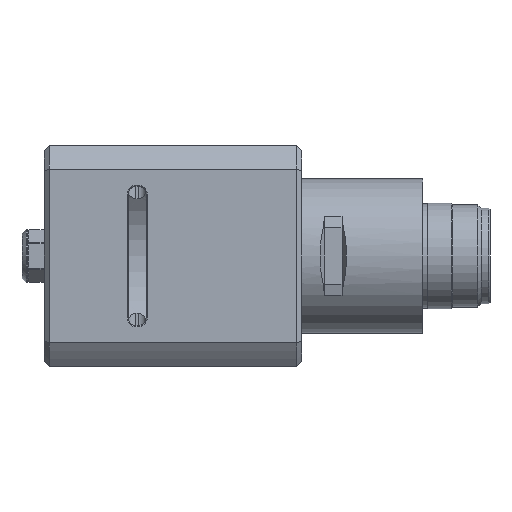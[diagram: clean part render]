
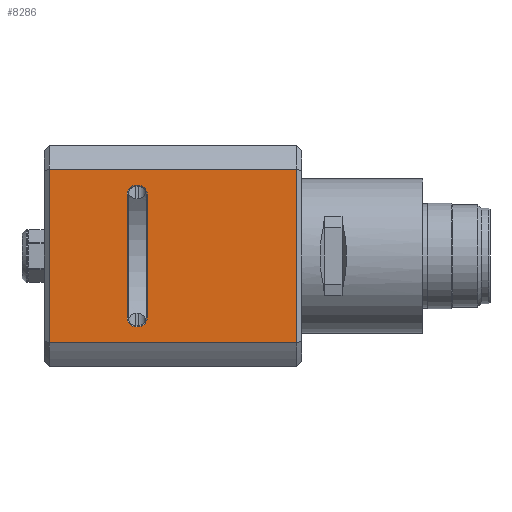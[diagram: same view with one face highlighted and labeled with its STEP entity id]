
A CAD part, front view. The second image highlights one B-rep face of the part: STEP entity #8286.
In plain terms, the highlighted planar face has unit normal (0, -1, 0).
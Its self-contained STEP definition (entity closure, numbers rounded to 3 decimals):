
#158 = LINE ( 'NONE', #407, #3752 ) ;
#287 = AXIS2_PLACEMENT_3D ( 'NONE', #10442, #16264, #7214 ) ;
#407 = CARTESIAN_POINT ( 'NONE',  ( 16.1, -27.5, 21.5 ) ) ;
#419 = CIRCLE ( 'NONE', #1758, 1.7 ) ;
#574 = CARTESIAN_POINT ( 'NONE',  ( 1., -27.5, 21.5 ) ) ;
#588 = VECTOR ( 'NONE', #16079, 1000. ) ;
#679 = DIRECTION ( 'NONE',  ( 0., 0., -1. ) ) ;
#1081 = VECTOR ( 'NONE', #11153, 1000. ) ;
#1425 = CARTESIAN_POINT ( 'NONE',  ( 0., -27.5, 13.7 ) ) ;
#1487 = CARTESIAN_POINT ( 'NONE',  ( 17.8, -27.5, -13.7 ) ) ;
#1758 = AXIS2_PLACEMENT_3D ( 'NONE', #4753, #6233, #15685 ) ;
#1905 = CARTESIAN_POINT ( 'NONE',  ( 17.8, -27.5, 13.7 ) ) ;
#1906 = CIRCLE ( 'NONE', #6746, 1.7 ) ;
#1960 = CARTESIAN_POINT ( 'NONE',  ( 16.1, -27.5, 12. ) ) ;
#2068 = AXIS2_PLACEMENT_3D ( 'NONE', #19660, #18056, #13736 ) ;
#2157 = VERTEX_POINT ( 'NONE', #16674 ) ;
#2662 = LINE ( 'NONE', #7569, #3356 ) ;
#2674 = EDGE_CURVE ( 'NONE', #15878, #12323, #2662, .T. ) ;
#2914 = EDGE_CURVE ( 'NONE', #18719, #17206, #16326, .T. ) ;
#3338 = EDGE_LOOP ( 'NONE', ( #10420, #18974, #17947, #15329, #7568, #14688, #15484, #6267 ) ) ;
#3356 = VECTOR ( 'NONE', #18267, 1000. ) ;
#3752 = VECTOR ( 'NONE', #14654, 1000. ) ;
#4373 = CARTESIAN_POINT ( 'NONE',  ( 20., -27.5, 12. ) ) ;
#4429 = DIRECTION ( 'NONE',  ( 1., 0., 0. ) ) ;
#4649 = ORIENTED_EDGE ( 'NONE', *, *, #16186, .T. ) ;
#4753 = CARTESIAN_POINT ( 'NONE',  ( 17.8, -27.5, -12. ) ) ;
#4823 = CARTESIAN_POINT ( 'NONE',  ( 18.3, -27.5, 13.7 ) ) ;
#5204 = VERTEX_POINT ( 'NONE', #11440 ) ;
#5362 = EDGE_CURVE ( 'NONE', #16015, #7838, #7614, .T. ) ;
#5396 = LINE ( 'NONE', #8200, #1081 ) ;
#5502 = VECTOR ( 'NONE', #19548, 1000. ) ;
#5662 = EDGE_CURVE ( 'NONE', #2157, #16015, #158, .T. ) ;
#6233 = DIRECTION ( 'NONE',  ( 0., 1., 0. ) ) ;
#6267 = ORIENTED_EDGE ( 'NONE', *, *, #5662, .T. ) ;
#6429 = EDGE_CURVE ( 'NONE', #15384, #9884, #5396, .T. ) ;
#6746 = AXIS2_PLACEMENT_3D ( 'NONE', #11551, #6989, #679 ) ;
#6989 = DIRECTION ( 'NONE',  ( 0., 1., 0. ) ) ;
#7214 = DIRECTION ( 'NONE',  ( 0., 0., -1. ) ) ;
#7495 = CARTESIAN_POINT ( 'NONE',  ( 1., -27.5, 16.847 ) ) ;
#7532 = CARTESIAN_POINT ( 'NONE',  ( 0., -27.5, 21.5 ) ) ;
#7568 = ORIENTED_EDGE ( 'NONE', *, *, #19032, .T. ) ;
#7569 = CARTESIAN_POINT ( 'NONE',  ( 20., -27.5, 21.5 ) ) ;
#7614 = CIRCLE ( 'NONE', #2068, 1.7 ) ;
#7656 = DIRECTION ( 'NONE',  ( 0., -1., 0. ) ) ;
#7746 = EDGE_CURVE ( 'NONE', #18848, #15878, #16864, .T. ) ;
#7838 = VERTEX_POINT ( 'NONE', #1905 ) ;
#8106 = VECTOR ( 'NONE', #8803, 1000. ) ;
#8200 = CARTESIAN_POINT ( 'NONE',  ( 0., -27.5, -13.7 ) ) ;
#8286 = ADVANCED_FACE ( 'NONE', ( #18287, #9918 ), #16751, .T. ) ;
#8455 = CARTESIAN_POINT ( 'NONE',  ( 49., -27.5, 21.5 ) ) ;
#8517 = EDGE_LOOP ( 'NONE', ( #13966, #4649, #14607, #18683 ) ) ;
#8606 = LINE ( 'NONE', #1425, #17703 ) ;
#8803 = DIRECTION ( 'NONE',  ( 1., 0., 0. ) ) ;
#8899 = LINE ( 'NONE', #8455, #5502 ) ;
#9093 = LINE ( 'NONE', #16494, #8106 ) ;
#9884 = VERTEX_POINT ( 'NONE', #1487 ) ;
#9918 = FACE_BOUND ( 'NONE', #3338, .T. ) ;
#10420 = ORIENTED_EDGE ( 'NONE', *, *, #5362, .T. ) ;
#10442 = CARTESIAN_POINT ( 'NONE',  ( 18.3, -27.5, 12. ) ) ;
#11153 = DIRECTION ( 'NONE',  ( -1., 0., 0. ) ) ;
#11440 = CARTESIAN_POINT ( 'NONE',  ( 1., -27.5, -16.847 ) ) ;
#11442 = EDGE_CURVE ( 'NONE', #5204, #17819, #9093, .T. ) ;
#11551 = CARTESIAN_POINT ( 'NONE',  ( 18.3, -27.5, -12. ) ) ;
#11880 = DIRECTION ( 'NONE',  ( -1., 0., 0. ) ) ;
#12323 = VERTEX_POINT ( 'NONE', #13027 ) ;
#12363 = LINE ( 'NONE', #574, #588 ) ;
#12745 = EDGE_CURVE ( 'NONE', #17206, #5204, #12363, .T. ) ;
#13027 = CARTESIAN_POINT ( 'NONE',  ( 20., -27.5, -12. ) ) ;
#13736 = DIRECTION ( 'NONE',  ( 0., 0., -1. ) ) ;
#13966 = ORIENTED_EDGE ( 'NONE', *, *, #11442, .T. ) ;
#14322 = AXIS2_PLACEMENT_3D ( 'NONE', #7532, #7656, #15230 ) ;
#14526 = CARTESIAN_POINT ( 'NONE',  ( 0., -27.5, 16.847 ) ) ;
#14607 = ORIENTED_EDGE ( 'NONE', *, *, #2914, .T. ) ;
#14654 = DIRECTION ( 'NONE',  ( 0., 0., 1. ) ) ;
#14688 = ORIENTED_EDGE ( 'NONE', *, *, #6429, .T. ) ;
#15126 = CARTESIAN_POINT ( 'NONE',  ( 49., -27.5, 16.847 ) ) ;
#15230 = DIRECTION ( 'NONE',  ( 0., 0., -1. ) ) ;
#15329 = ORIENTED_EDGE ( 'NONE', *, *, #2674, .T. ) ;
#15384 = VERTEX_POINT ( 'NONE', #15518 ) ;
#15484 = ORIENTED_EDGE ( 'NONE', *, *, #19349, .T. ) ;
#15518 = CARTESIAN_POINT ( 'NONE',  ( 18.3, -27.5, -13.7 ) ) ;
#15685 = DIRECTION ( 'NONE',  ( 0., 0., -1. ) ) ;
#15878 = VERTEX_POINT ( 'NONE', #4373 ) ;
#16015 = VERTEX_POINT ( 'NONE', #1960 ) ;
#16079 = DIRECTION ( 'NONE',  ( 0., 0., -1. ) ) ;
#16186 = EDGE_CURVE ( 'NONE', #17819, #18719, #8899, .T. ) ;
#16264 = DIRECTION ( 'NONE',  ( 0., 1., 0. ) ) ;
#16326 = LINE ( 'NONE', #14526, #17267 ) ;
#16494 = CARTESIAN_POINT ( 'NONE',  ( 0., -27.5, -16.847 ) ) ;
#16674 = CARTESIAN_POINT ( 'NONE',  ( 16.1, -27.5, -12. ) ) ;
#16751 = PLANE ( 'NONE',  #14322 ) ;
#16864 = CIRCLE ( 'NONE', #287, 1.7 ) ;
#17028 = CARTESIAN_POINT ( 'NONE',  ( 49., -27.5, -16.847 ) ) ;
#17206 = VERTEX_POINT ( 'NONE', #7495 ) ;
#17267 = VECTOR ( 'NONE', #11880, 1000. ) ;
#17703 = VECTOR ( 'NONE', #4429, 1000. ) ;
#17819 = VERTEX_POINT ( 'NONE', #17028 ) ;
#17947 = ORIENTED_EDGE ( 'NONE', *, *, #7746, .T. ) ;
#18056 = DIRECTION ( 'NONE',  ( 0., 1., 0. ) ) ;
#18267 = DIRECTION ( 'NONE',  ( 0., 0., -1. ) ) ;
#18287 = FACE_OUTER_BOUND ( 'NONE', #8517, .T. ) ;
#18683 = ORIENTED_EDGE ( 'NONE', *, *, #12745, .T. ) ;
#18719 = VERTEX_POINT ( 'NONE', #15126 ) ;
#18848 = VERTEX_POINT ( 'NONE', #4823 ) ;
#18974 = ORIENTED_EDGE ( 'NONE', *, *, #19325, .T. ) ;
#19032 = EDGE_CURVE ( 'NONE', #12323, #15384, #1906, .T. ) ;
#19325 = EDGE_CURVE ( 'NONE', #7838, #18848, #8606, .T. ) ;
#19349 = EDGE_CURVE ( 'NONE', #9884, #2157, #419, .T. ) ;
#19548 = DIRECTION ( 'NONE',  ( 0., 0., 1. ) ) ;
#19660 = CARTESIAN_POINT ( 'NONE',  ( 17.8, -27.5, 12. ) ) ;
